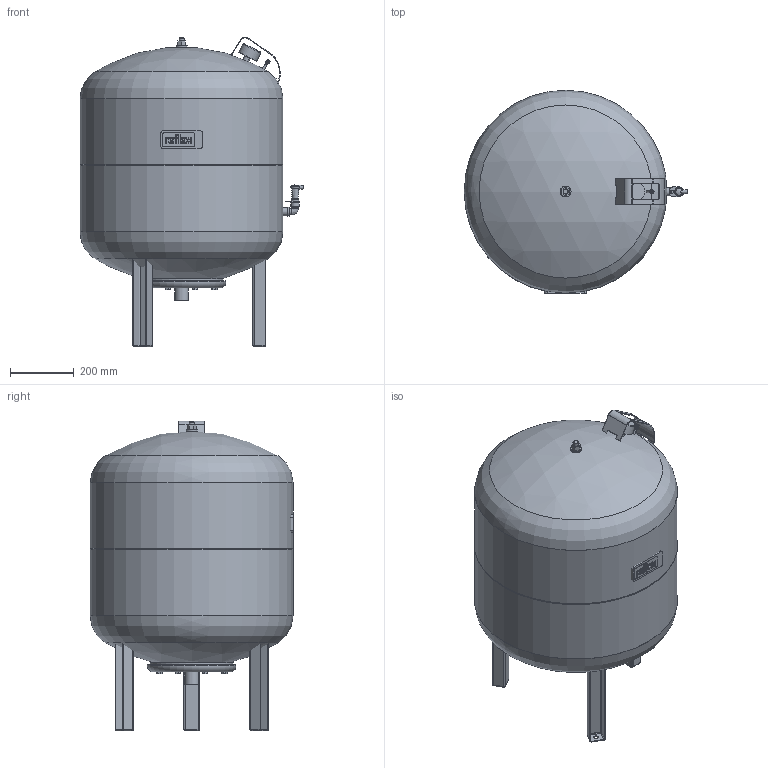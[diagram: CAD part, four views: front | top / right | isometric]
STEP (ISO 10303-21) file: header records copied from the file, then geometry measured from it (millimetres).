
FILE_DESCRIPTION(/* description */ (''),/* implementation_level */ '2;1');
FILE_NAME(/* name */ '3d_ReflexG200_10bar-8518100.stp',/* time_stamp */ '2015-09-15T14:24:29+02:00',/* author */ ('Andrzej'),/* organization */ (''),/* preprocessor_version */ 'ST-DEVELOPER v15.5',/* originating_system */ 'AutoCAD Mechanical',/* authorisation */ '');
FILE_SCHEMA (('AUTOMOTIVE_DESIGN { 1 0 10303 214 3 1 1 }'));
Length unit declared in the file: millimetre
Products named in the file (1): Product
Bounding box: 699 x 636.27 x 967.37 mm (x, y, z)
Volume: 199737753.2 mm3; surface area: 3530371 mm2
Topology: 31 solids, 31 shells, 539 faces, 1247 edges, 786 vertices
Faces by surface type: plane 286, cylinder 186, cone 26, torus 21, sphere 16, bspline 4
Full cylindrical faces by diameter (mm): 0.6 x1, 2.48 x1, 3.8 x1, 4.3 x1, 4.4 x2, 5.45 x1, 7 x1, 7.7 x1, 8 x1, 10 x18, 11 x1, 11.4 x1, 13.16 x1, 13.4 x3, 16 x2, 18.5 x1, 20 x3, 24 x1, 26 x2, 28 x2, 34 x1, 42.4 x1, 62 x1, 157 x1, 230 x1, 250 x1, 260 x1, 265 x1, 277 x1, 634 x4
Entity records: 15501 total; most frequent: CARTESIAN_POINT 3374, DIRECTION 2626, ORIENTED_EDGE 2250, EDGE_CURVE 1125, AXIS2_PLACEMENT_3D 978, VERTEX_POINT 769, EDGE_LOOP 680, LINE 670
